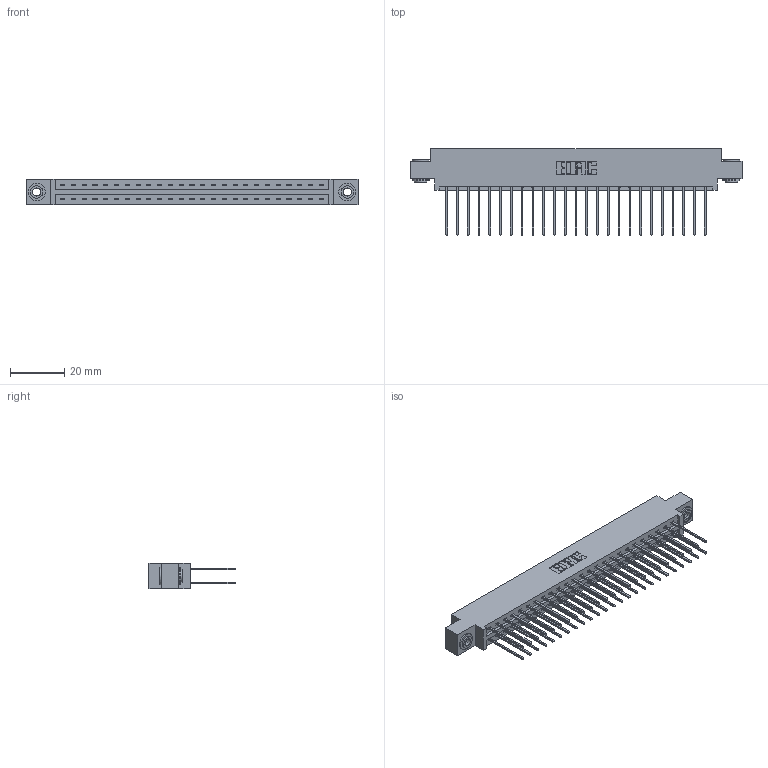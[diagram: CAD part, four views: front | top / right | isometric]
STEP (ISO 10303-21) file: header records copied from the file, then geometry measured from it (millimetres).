
FILE_DESCRIPTION (( 'STEP AP203' ), '1' );
FILE_NAME ('337-050-542-803.STEP', '2019-10-11T17:37:10', ( '' ), ( '' ), 'SwSTEP 2.0', 'SolidWorks 2016', '' );
FILE_SCHEMA (( 'CONFIG_CONTROL_DESIGN' ));
Length unit declared in the file: inch
Products named in the file (4): 337-050-542-803; 345-250-002_345-250-002-102; 337 Part_0.170 Offset - 0.156 Dia-TH; 345-292-001_345-293-142
Assembly tree (53 placements, depth 2):
  337-050-542-803
    337 Part_0.170 Offset - 0.156 Dia-TH
    345-292-001_345-293-142  x50
    345-250-002_345-250-002-102  x2
Bounding box: 122.07 x 31.63 x 9.4 mm (x, y, z)
Volume: 12773.6 mm3; surface area: 15769.7 mm2
Topology: 53 solids, 53 shells, 2856 faces, 8449 edges, 5562 vertices
Faces by surface type: plane 1984, cylinder 864, cone 8
Entity records: 22382 total; most frequent: CARTESIAN_POINT 3761, ORIENTED_EDGE 3690, DIRECTION 3263, EDGE_CURVE 1845, LINE 1693, VECTOR 1693, VERTEX_POINT 1226, AXIS2_PLACEMENT_3D 785
